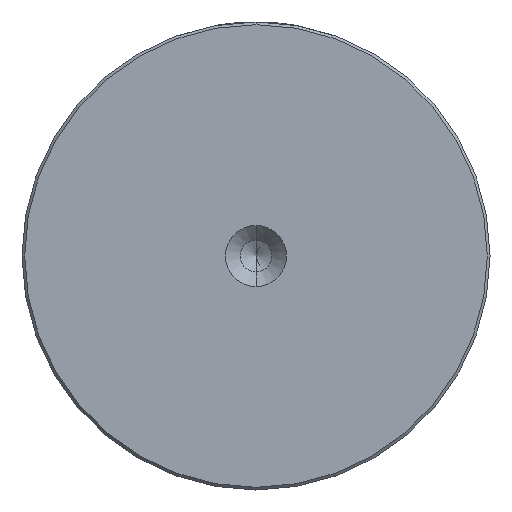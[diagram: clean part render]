
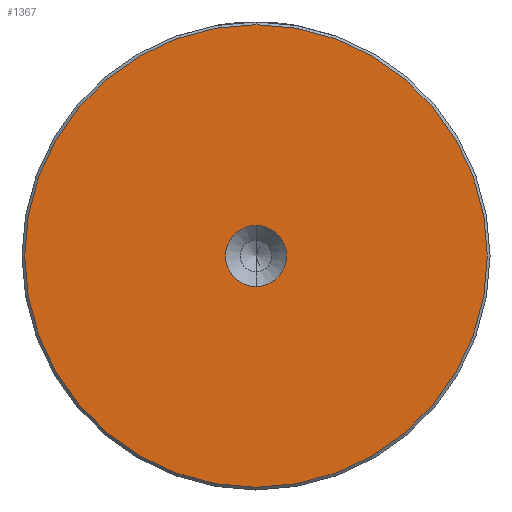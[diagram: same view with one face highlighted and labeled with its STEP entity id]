
A CAD part, left-side view. The second image highlights one B-rep face of the part: STEP entity #1367.
In plain terms, the highlighted planar face has unit normal (-1, 0, 0).
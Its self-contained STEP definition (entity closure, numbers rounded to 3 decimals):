
#38 = CARTESIAN_POINT ( 'NONE',  ( 0., 0., 0. ) ) ;
#99 = EDGE_CURVE ( 'NONE', #2325, #278, #2484, .T. ) ;
#101 = AXIS2_PLACEMENT_3D ( 'NONE', #38, #2029, #873 ) ;
#106 = FACE_BOUND ( 'NONE', #1246, .T. ) ;
#191 = DIRECTION ( 'NONE',  ( -1., 0., 0. ) ) ;
#212 = DIRECTION ( 'NONE',  ( 0., 0., 1. ) ) ;
#220 = DIRECTION ( 'NONE',  ( -1., 0., 0. ) ) ;
#230 = CARTESIAN_POINT ( 'NONE',  ( 0., 0., 0. ) ) ;
#264 = AXIS2_PLACEMENT_3D ( 'NONE', #1389, #191, #1582 ) ;
#273 = EDGE_LOOP ( 'NONE', ( #2274, #1099 ) ) ;
#278 = VERTEX_POINT ( 'NONE', #1337 ) ;
#318 = CIRCLE ( 'NONE', #2440, 42.5 ) ;
#391 = CARTESIAN_POINT ( 'NONE',  ( 0., 0., -5.6 ) ) ;
#687 = CARTESIAN_POINT ( 'NONE',  ( 0., 0., 0. ) ) ;
#705 = DIRECTION ( 'NONE',  ( 0., 0., 1. ) ) ;
#714 = DIRECTION ( 'NONE',  ( -1., 0., 0. ) ) ;
#873 = DIRECTION ( 'NONE',  ( 0., 0., 1. ) ) ;
#899 = DIRECTION ( 'NONE',  ( 0., 0., 1. ) ) ;
#941 = CARTESIAN_POINT ( 'NONE',  ( 0., 0., 0. ) ) ;
#999 = AXIS2_PLACEMENT_3D ( 'NONE', #230, #220, #212 ) ;
#1007 = VERTEX_POINT ( 'NONE', #1033 ) ;
#1022 = EDGE_CURVE ( 'NONE', #1949, #1007, #1277, .T. ) ;
#1033 = CARTESIAN_POINT ( 'NONE',  ( 0., 0., -42.5 ) ) ;
#1099 = ORIENTED_EDGE ( 'NONE', *, *, #1022, .T. ) ;
#1170 = EDGE_CURVE ( 'NONE', #278, #2325, #1792, .T. ) ;
#1246 = EDGE_LOOP ( 'NONE', ( #2381, #2185 ) ) ;
#1277 = CIRCLE ( 'NONE', #999, 42.5 ) ;
#1337 = CARTESIAN_POINT ( 'NONE',  ( 0., 0., 5.6 ) ) ;
#1367 = ADVANCED_FACE ( 'NONE', ( #2155, #106 ), #1822, .T. ) ;
#1389 = CARTESIAN_POINT ( 'NONE',  ( 0., 0., 0. ) ) ;
#1582 = DIRECTION ( 'NONE',  ( 0., 0., 1. ) ) ;
#1792 = CIRCLE ( 'NONE', #264, 5.6 ) ;
#1822 = PLANE ( 'NONE',  #101 ) ;
#1894 = AXIS2_PLACEMENT_3D ( 'NONE', #941, #714, #705 ) ;
#1949 = VERTEX_POINT ( 'NONE', #2153 ) ;
#2029 = DIRECTION ( 'NONE',  ( -1., 0., 0. ) ) ;
#2055 = DIRECTION ( 'NONE',  ( -1., 0., 0. ) ) ;
#2153 = CARTESIAN_POINT ( 'NONE',  ( 0., 0., 42.5 ) ) ;
#2155 = FACE_OUTER_BOUND ( 'NONE', #273, .T. ) ;
#2185 = ORIENTED_EDGE ( 'NONE', *, *, #99, .F. ) ;
#2274 = ORIENTED_EDGE ( 'NONE', *, *, #2516, .T. ) ;
#2325 = VERTEX_POINT ( 'NONE', #391 ) ;
#2381 = ORIENTED_EDGE ( 'NONE', *, *, #1170, .F. ) ;
#2440 = AXIS2_PLACEMENT_3D ( 'NONE', #687, #2055, #899 ) ;
#2484 = CIRCLE ( 'NONE', #1894, 5.6 ) ;
#2516 = EDGE_CURVE ( 'NONE', #1007, #1949, #318, .T. ) ;
